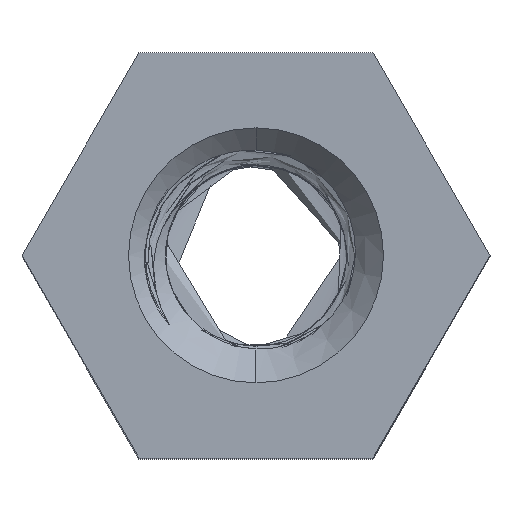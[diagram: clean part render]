
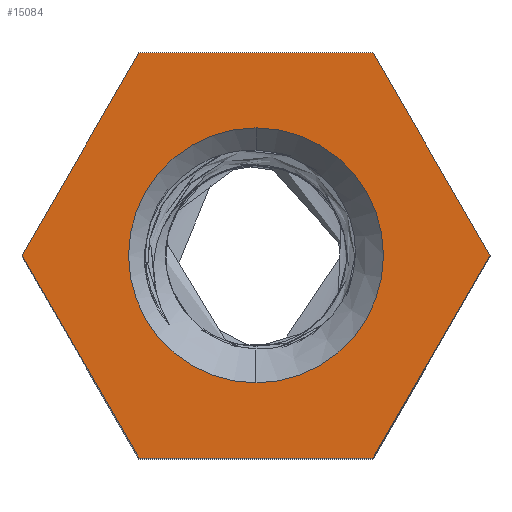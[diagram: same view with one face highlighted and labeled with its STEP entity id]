
A CAD part, top view. The second image highlights one B-rep face of the part: STEP entity #15084.
In plain terms, the highlighted planar face has unit normal (0, 0, 1).
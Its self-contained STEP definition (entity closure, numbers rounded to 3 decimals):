
#15 = DIRECTION ( 'NONE',  ( -0.5, -0.866, 0. ) ) ;
#71 = CARTESIAN_POINT ( 'NONE',  ( 0., 0., 10. ) ) ;
#171 = ORIENTED_EDGE ( 'NONE', *, *, #12766, .T. ) ;
#176 = VECTOR ( 'NONE', #10403, 1000. ) ;
#339 = FACE_BOUND ( 'NONE', #10090, .T. ) ;
#725 = LINE ( 'NONE', #5569, #176 ) ;
#759 = ORIENTED_EDGE ( 'NONE', *, *, #12608, .T. ) ;
#1120 = ORIENTED_EDGE ( 'NONE', *, *, #15581, .T. ) ;
#1243 = VECTOR ( 'NONE', #13887, 1000. ) ;
#1246 = EDGE_CURVE ( 'NONE', #12542, #11351, #8971, .T. ) ;
#1502 = VERTEX_POINT ( 'NONE', #14039 ) ;
#1755 = EDGE_LOOP ( 'NONE', ( #2034, #171, #3507, #3356, #1120, #5814 ) ) ;
#2034 = ORIENTED_EDGE ( 'NONE', *, *, #5329, .T. ) ;
#2287 = EDGE_CURVE ( 'NONE', #15090, #7002, #14795, .T. ) ;
#2516 = DIRECTION ( 'NONE',  ( 0., 1., 0. ) ) ;
#2538 = DIRECTION ( 'NONE',  ( -1., 0., 0. ) ) ;
#2862 = CARTESIAN_POINT ( 'NONE',  ( 0., 1.73, 10. ) ) ;
#2880 = CARTESIAN_POINT ( 'NONE',  ( -1.588, 2.75, 10. ) ) ;
#2952 = DIRECTION ( 'NONE',  ( 0.5, -0.866, 0. ) ) ;
#3356 = ORIENTED_EDGE ( 'NONE', *, *, #1246, .T. ) ;
#3507 = ORIENTED_EDGE ( 'NONE', *, *, #11807, .T. ) ;
#3939 = CARTESIAN_POINT ( 'NONE',  ( 1.588, -2.75, 10. ) ) ;
#3990 = DIRECTION ( 'NONE',  ( 1., 0., 0. ) ) ;
#4224 = LINE ( 'NONE', #9061, #1243 ) ;
#4907 = DIRECTION ( 'NONE',  ( 0., 0., -1. ) ) ;
#5173 = PLANE ( 'NONE',  #7768 ) ;
#5329 = EDGE_CURVE ( 'NONE', #7002, #13339, #4224, .T. ) ;
#5569 = CARTESIAN_POINT ( 'NONE',  ( -1.588, -2.75, 10. ) ) ;
#5684 = ORIENTED_EDGE ( 'NONE', *, *, #13722, .T. ) ;
#5814 = ORIENTED_EDGE ( 'NONE', *, *, #2287, .T. ) ;
#6039 = LINE ( 'NONE', #10884, #7864 ) ;
#6717 = CARTESIAN_POINT ( 'NONE',  ( 1.588, 2.75, 10. ) ) ;
#7002 = VERTEX_POINT ( 'NONE', #8671 ) ;
#7139 = VECTOR ( 'NONE', #2538, 1000. ) ;
#7768 = AXIS2_PLACEMENT_3D ( 'NONE', #10014, #14844, #3990 ) ;
#7864 = VECTOR ( 'NONE', #15, 1000. ) ;
#7966 = CARTESIAN_POINT ( 'NONE',  ( -1.588, -2.75, 10. ) ) ;
#8533 = CARTESIAN_POINT ( 'NONE',  ( 0., 0., 10. ) ) ;
#8551 = LINE ( 'NONE', #13377, #7139 ) ;
#8671 = CARTESIAN_POINT ( 'NONE',  ( 3.175, 0., 10. ) ) ;
#8774 = DIRECTION ( 'NONE',  ( 0.5, 0.866, 0. ) ) ;
#8822 = CARTESIAN_POINT ( 'NONE',  ( 1.588, -2.75, 10. ) ) ;
#8971 = LINE ( 'NONE', #13797, #11375 ) ;
#9061 = CARTESIAN_POINT ( 'NONE',  ( 3.175, 0., 10. ) ) ;
#9293 = VERTEX_POINT ( 'NONE', #2862 ) ;
#9740 = DIRECTION ( 'NONE',  ( 0., 1., 0. ) ) ;
#10014 = CARTESIAN_POINT ( 'NONE',  ( 0., 0., 10. ) ) ;
#10090 = EDGE_LOOP ( 'NONE', ( #5684, #759 ) ) ;
#10403 = DIRECTION ( 'NONE',  ( 1., 0., 0. ) ) ;
#10884 = CARTESIAN_POINT ( 'NONE',  ( -1.588, 2.75, 10. ) ) ;
#11208 = FACE_OUTER_BOUND ( 'NONE', #1755, .T. ) ;
#11351 = VERTEX_POINT ( 'NONE', #7966 ) ;
#11375 = VECTOR ( 'NONE', #2952, 1000. ) ;
#11807 = EDGE_CURVE ( 'NONE', #15189, #12542, #6039, .T. ) ;
#11941 = CIRCLE ( 'NONE', #13954, 1.73 ) ;
#12453 = CIRCLE ( 'NONE', #14473, 1.73 ) ;
#12542 = VERTEX_POINT ( 'NONE', #14332 ) ;
#12608 = EDGE_CURVE ( 'NONE', #1502, #9293, #11941, .T. ) ;
#12766 = EDGE_CURVE ( 'NONE', #13339, #15189, #8551, .T. ) ;
#13339 = VERTEX_POINT ( 'NONE', #6717 ) ;
#13359 = DIRECTION ( 'NONE',  ( 0., 0., -1. ) ) ;
#13377 = CARTESIAN_POINT ( 'NONE',  ( 1.588, 2.75, 10. ) ) ;
#13722 = EDGE_CURVE ( 'NONE', #9293, #1502, #12453, .T. ) ;
#13797 = CARTESIAN_POINT ( 'NONE',  ( -3.175, 0., 10. ) ) ;
#13887 = DIRECTION ( 'NONE',  ( -0.5, 0.866, 0. ) ) ;
#13954 = AXIS2_PLACEMENT_3D ( 'NONE', #71, #4907, #9740 ) ;
#14039 = CARTESIAN_POINT ( 'NONE',  ( 0., -1.73, 10. ) ) ;
#14332 = CARTESIAN_POINT ( 'NONE',  ( -3.175, 0., 10. ) ) ;
#14473 = AXIS2_PLACEMENT_3D ( 'NONE', #8533, #13359, #2516 ) ;
#14795 = LINE ( 'NONE', #3939, #14918 ) ;
#14844 = DIRECTION ( 'NONE',  ( 0., 0., 1. ) ) ;
#14918 = VECTOR ( 'NONE', #8774, 1000. ) ;
#15084 = ADVANCED_FACE ( 'NONE', ( #11208, #339 ), #5173, .T. ) ;
#15090 = VERTEX_POINT ( 'NONE', #8822 ) ;
#15189 = VERTEX_POINT ( 'NONE', #2880 ) ;
#15581 = EDGE_CURVE ( 'NONE', #11351, #15090, #725, .T. ) ;
